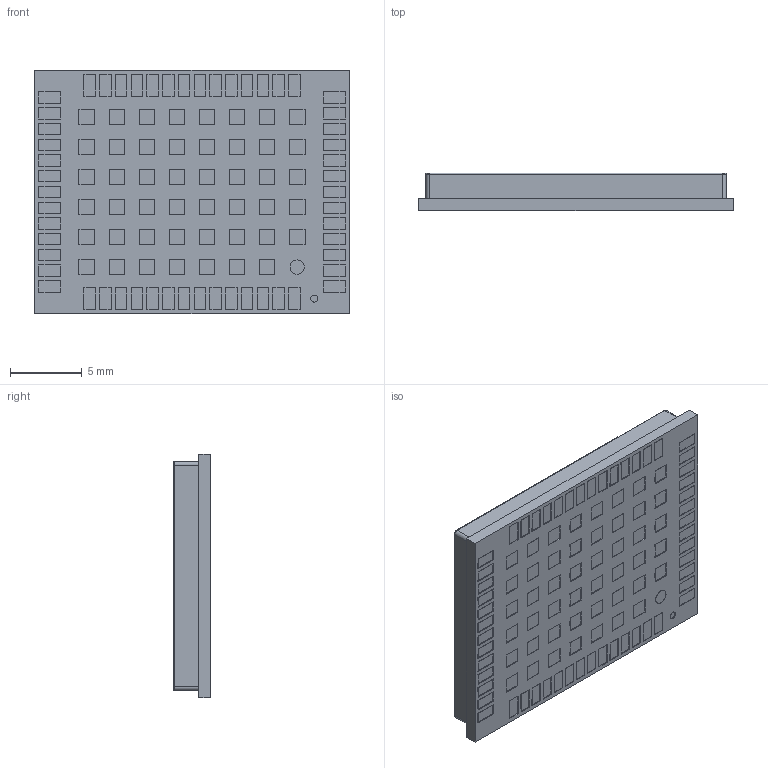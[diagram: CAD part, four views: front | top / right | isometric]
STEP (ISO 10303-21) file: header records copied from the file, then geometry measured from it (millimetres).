
FILE_DESCRIPTION((''),'2;1');
FILE_NAME('UM980','2023-07-11T23:30:21',('16442'),(''),'CREO PARAMETRIC BY PTC INC, 2018050','CREO PARAMETRIC BY PTC INC, 2018050','');
FILE_SCHEMA(('AUTOMOTIVE_DESIGN { 1 0 10303 214 1 1 1 1 }'));
Length unit declared in the file: millimetre
Products named in the file (1): UM980
Bounding box: 22 x 2.62 x 17 mm (x, y, z)
Volume: 895.2 mm3; surface area: 984.4 mm2
Topology: 1 solids, 1 shells, 938 faces, 2377 edges, 1582 vertices
Faces by surface type: plane 824, extrusion 86, cylinder 24, torus 4
Entity records: 41071 total; most frequent: CARTESIAN_POINT 6104, ORIENTED_EDGE 4754, DIRECTION 4044, PRESENTATION_STYLE_ASSIGNMENT 2890, STYLED_ITEM 2465, CURVE_STYLE 2463, EDGE_CURVE 2377, VECTOR 2236
